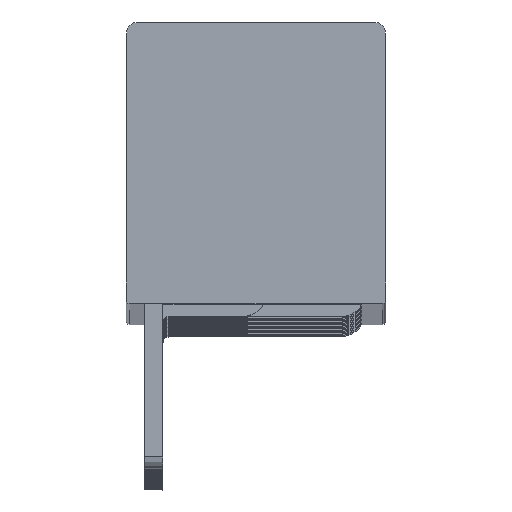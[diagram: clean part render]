
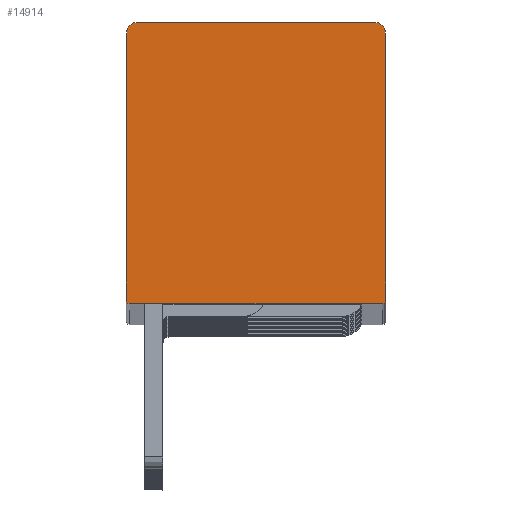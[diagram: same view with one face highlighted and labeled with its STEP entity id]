
A CAD part, top view. The second image highlights one B-rep face of the part: STEP entity #14914.
In plain terms, the highlighted planar face has unit normal (0, 0, 1).
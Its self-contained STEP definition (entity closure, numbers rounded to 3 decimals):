
#14534=CARTESIAN_POINT('',(6907.021,6046.407,-180.0));
#14535=VERTEX_POINT('',#14534);
#14536=CARTESIAN_POINT('',(6701.021,6046.407,-180.0));
#14537=VERTEX_POINT('',#14536);
#14538=CARTESIAN_POINT('',(6907.021,6046.407,-180.0));
#14539=DIRECTION('',(-1.0,0.0,0.0));
#14540=VECTOR('',#14539,206.);
#14541=LINE('',#14538,#14540);
#14542=EDGE_CURVE('',#14535,#14537,#14541,.T.);
#14848=CARTESIAN_POINT('',(6804.021,6177.893,-180.0));
#14849=DIRECTION('',(0.0,0.0,1.0));
#14850=DIRECTION('',(1.0,0.0,0.0));
#14851=AXIS2_PLACEMENT_3D('',#14848,#14849,#14850);
#14852=PLANE('',#14851);
#14853=ORIENTED_EDGE('',*,*,#14542,.F.);
#14854=CARTESIAN_POINT('',(6910.021,6049.407,-180.0));
#14855=VERTEX_POINT('',#14854);
#14856=CARTESIAN_POINT('',(6907.021,6049.407,-180.0));
#14857=DIRECTION('',(0.0,0.0,-1.0));
#14858=DIRECTION('',(0.707,-0.707,0.0));
#14859=AXIS2_PLACEMENT_3D('',#14856,#14857,#14858);
#14860=CIRCLE('',#14859,3.);
#14861=EDGE_CURVE('',#14855,#14535,#14860,.T.);
#14862=ORIENTED_EDGE('',*,*,#14861,.F.);
#14863=CARTESIAN_POINT('',(6910.021,6266.407,-180.0));
#14864=VERTEX_POINT('',#14863);
#14865=CARTESIAN_POINT('',(6910.021,6266.407,-180.0));
#14866=DIRECTION('',(0.,-1.0,0.0));
#14867=VECTOR('',#14866,217.);
#14868=LINE('',#14865,#14867);
#14869=EDGE_CURVE('',#14864,#14855,#14868,.T.);
#14870=ORIENTED_EDGE('',*,*,#14869,.F.);
#14871=CARTESIAN_POINT('',(6900.021,6276.407,-180.0));
#14872=VERTEX_POINT('',#14871);
#14873=CARTESIAN_POINT('',(6900.021,6266.407,-180.0));
#14874=DIRECTION('',(0.0,0.0,-1.0));
#14875=DIRECTION('',(0.707,0.707,0.0));
#14876=AXIS2_PLACEMENT_3D('',#14873,#14874,#14875);
#14877=CIRCLE('',#14876,10.);
#14878=EDGE_CURVE('',#14872,#14864,#14877,.T.);
#14879=ORIENTED_EDGE('',*,*,#14878,.F.);
#14880=CARTESIAN_POINT('',(6708.021,6276.407,-180.0));
#14881=VERTEX_POINT('',#14880);
#14882=CARTESIAN_POINT('',(6708.021,6276.407,-180.0));
#14883=DIRECTION('',(1.0,0.0,0.0));
#14884=VECTOR('',#14883,192.);
#14885=LINE('',#14882,#14884);
#14886=EDGE_CURVE('',#14881,#14872,#14885,.T.);
#14887=ORIENTED_EDGE('',*,*,#14886,.F.);
#14888=CARTESIAN_POINT('',(6698.021,6266.407,-180.0));
#14889=VERTEX_POINT('',#14888);
#14890=CARTESIAN_POINT('',(6708.021,6266.407,-180.0));
#14891=DIRECTION('',(0.0,0.0,-1.0));
#14892=DIRECTION('',(-0.707,0.707,0.0));
#14893=AXIS2_PLACEMENT_3D('',#14890,#14891,#14892);
#14894=CIRCLE('',#14893,10.);
#14895=EDGE_CURVE('',#14889,#14881,#14894,.T.);
#14896=ORIENTED_EDGE('',*,*,#14895,.F.);
#14897=CARTESIAN_POINT('',(6698.021,6049.407,-180.0));
#14898=VERTEX_POINT('',#14897);
#14899=CARTESIAN_POINT('',(6698.021,6049.407,-180.0));
#14900=DIRECTION('',(0.,1.0,0.0));
#14901=VECTOR('',#14900,217.);
#14902=LINE('',#14899,#14901);
#14903=EDGE_CURVE('',#14898,#14889,#14902,.T.);
#14904=ORIENTED_EDGE('',*,*,#14903,.F.);
#14905=CARTESIAN_POINT('',(6701.021,6049.407,-180.0));
#14906=DIRECTION('',(0.0,0.0,-1.0));
#14907=DIRECTION('',(-0.707,-0.707,0.0));
#14908=AXIS2_PLACEMENT_3D('',#14905,#14906,#14907);
#14909=CIRCLE('',#14908,3.0);
#14910=EDGE_CURVE('',#14537,#14898,#14909,.T.);
#14911=ORIENTED_EDGE('',*,*,#14910,.F.);
#14912=EDGE_LOOP('',(#14853,#14862,#14870,#14879,#14887,#14896,#14904,#14911));
#14913=FACE_OUTER_BOUND('',#14912,.T.);
#14914=ADVANCED_FACE('',(#14913),#14852,.T.);
